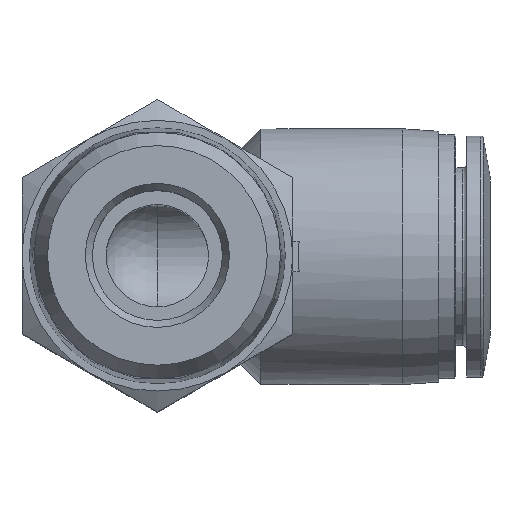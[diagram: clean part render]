
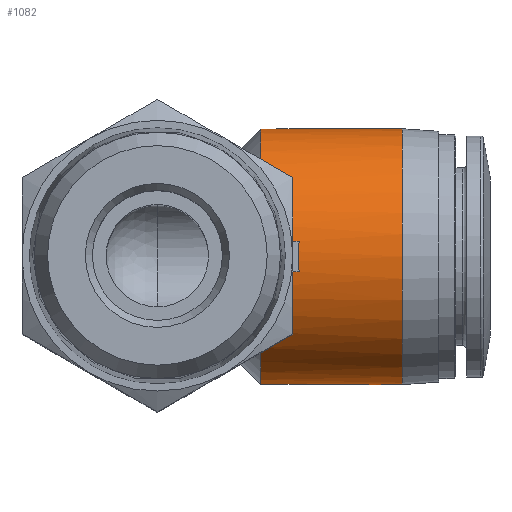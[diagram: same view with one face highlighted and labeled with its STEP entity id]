
A CAD part, top view. The second image highlights one B-rep face of the part: STEP entity #1082.
In plain terms, the highlighted cylindrical face has radius 10.5 mm (diameter 21 mm), a full revolution.
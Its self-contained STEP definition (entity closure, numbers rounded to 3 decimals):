
#45=LINE('',#1485,#57);
#46=LINE('',#1487,#58);
#57=VECTOR('',#1241,1000.);
#58=VECTOR('',#1244,1000.);
#138=CIRCLE('',#1165,10.5);
#140=CIRCLE('',#1170,10.5);
#295=ORIENTED_EDGE('',*,*,#415,.F.);
#296=ORIENTED_EDGE('',*,*,#413,.T.);
#297=ORIENTED_EDGE('',*,*,#360,.T.);
#298=ORIENTED_EDGE('',*,*,#362,.F.);
#299=ORIENTED_EDGE('',*,*,#411,.T.);
#300=ORIENTED_EDGE('',*,*,#363,.T.);
#301=ORIENTED_EDGE('',*,*,#356,.T.);
#356=EDGE_CURVE('',#447,#446,#503,.F.);
#360=EDGE_CURVE('',#445,#450,#505,.F.);
#362=EDGE_CURVE('',#451,#450,#45,.F.);
#363=EDGE_CURVE('',#452,#447,#46,.F.);
#411=EDGE_CURVE('',#451,#452,#506,.F.);
#413=EDGE_CURVE('',#446,#445,#138,.T.);
#415=EDGE_CURVE('',#481,#481,#140,.T.);
#445=VERTEX_POINT('',#1467);
#446=VERTEX_POINT('',#1472);
#447=VERTEX_POINT('',#1474);
#450=VERTEX_POINT('',#1480);
#451=VERTEX_POINT('',#1484);
#452=VERTEX_POINT('',#1488);
#481=VERTEX_POINT('',#1669);
#503=ELLIPSE('',#1117,14.849,10.5);
#505=ELLIPSE('',#1119,14.849,10.5);
#506=ELLIPSE('',#1162,14.849,10.5);
#545=EDGE_LOOP('',(#295));
#546=EDGE_LOOP('',(#296,#297,#298,#299,#300,#301));
#624=FACE_BOUND('',#545,.T.);
#625=FACE_BOUND('',#546,.T.);
#668=CYLINDRICAL_SURFACE('',#1169,10.5);
#1082=ADVANCED_FACE('',(#624,#625),#668,.T.);
#1117=AXIS2_PLACEMENT_3D('',#1473,#1230,#1231);
#1119=AXIS2_PLACEMENT_3D('',#1481,#1236,#1237);
#1162=AXIS2_PLACEMENT_3D('',#1660,#1332,#1333);
#1165=AXIS2_PLACEMENT_3D('',#1663,#1338,#1339);
#1169=AXIS2_PLACEMENT_3D('',#1667,#1346,#1347);
#1170=AXIS2_PLACEMENT_3D('',#1668,#1348,#1349);
#1230=DIRECTION('',(-0.707,0.,0.707));
#1231=DIRECTION('',(0.707,0.,0.707));
#1236=DIRECTION('',(-0.707,0.,0.707));
#1237=DIRECTION('',(0.707,0.,0.707));
#1241=DIRECTION('',(1.,0.,0.));
#1244=DIRECTION('',(1.,0.,0.));
#1332=DIRECTION('',(-0.707,0.,-0.707));
#1333=DIRECTION('',(0.707,0.,-0.707));
#1338=DIRECTION('',(1.,0.,0.));
#1339=DIRECTION('',(0.,0.,-1.));
#1346=DIRECTION('',(1.,0.,0.));
#1347=DIRECTION('',(0.,0.,-1.));
#1348=DIRECTION('',(1.,0.,0.));
#1349=DIRECTION('',(0.,0.,-1.));
#1467=CARTESIAN_POINT('',(8.5,6.164,8.5));
#1472=CARTESIAN_POINT('',(8.5,-6.164,8.5));
#1473=CARTESIAN_POINT('',(0.,0.,0.));
#1474=CARTESIAN_POINT('',(10.425,-1.25,10.425));
#1480=CARTESIAN_POINT('',(10.425,1.25,10.425));
#1481=CARTESIAN_POINT('',(0.,0.,0.));
#1484=CARTESIAN_POINT('',(11.636,1.25,10.425));
#1485=CARTESIAN_POINT('',(27.3,1.25,10.425));
#1487=CARTESIAN_POINT('',(27.3,-1.25,10.425));
#1488=CARTESIAN_POINT('',(11.636,-1.25,10.425));
#1660=CARTESIAN_POINT('',(22.062,0.,0.));
#1663=CARTESIAN_POINT('',(8.5,0.,0.));
#1667=CARTESIAN_POINT('',(27.3,0.,0.));
#1668=CARTESIAN_POINT('',(20.1,0.,0.));
#1669=CARTESIAN_POINT('',(20.1,0.,-10.5));
